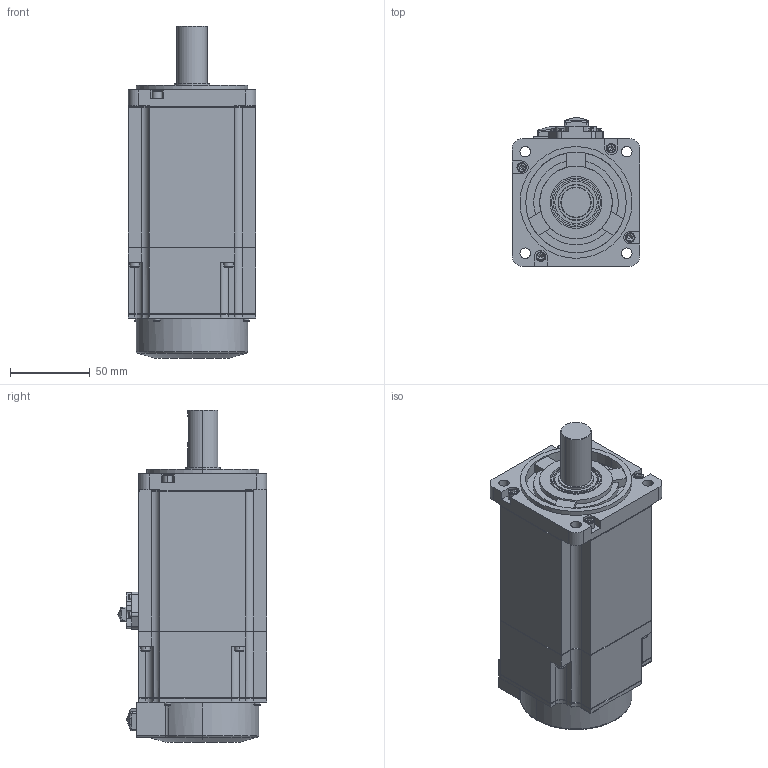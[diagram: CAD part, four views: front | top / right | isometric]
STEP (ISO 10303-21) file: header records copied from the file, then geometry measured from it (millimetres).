
FILE_DESCRIPTION (( 'STEP AP203' ), '1' );
FILE_NAME ('Servo Motor_Default_sldprt.STEP', '2021-07-19T11:30:35', ( 'HP' ), ( 'HP' ), 'SwSTEP 2.0', 'SolidWorks 2020', '' );
FILE_SCHEMA (( 'CONFIG_CONTROL_DESIGN' ));
Length unit declared in the file: millimetre
Products named in the file (1): Servo Motor_Default_sldprt
Bounding box: 80.05 x 93.52 x 208 mm (x, y, z)
Volume: 930586.3 mm3; surface area: 76202.9 mm2
Topology: 1 solids, 1 shells, 750 faces, 1947 edges, 1251 vertices
Faces by surface type: plane 431, cylinder 230, torus 43, bspline 34, sphere 8, cone 4
Entity records: 27551 total; most frequent: CARTESIAN_POINT 9496, ORIENTED_EDGE 3894, DIRECTION 3578, EDGE_CURVE 1947, VERTEX_POINT 1251, VECTOR 1248, LINE 1248, AXIS2_PLACEMENT_3D 1165
